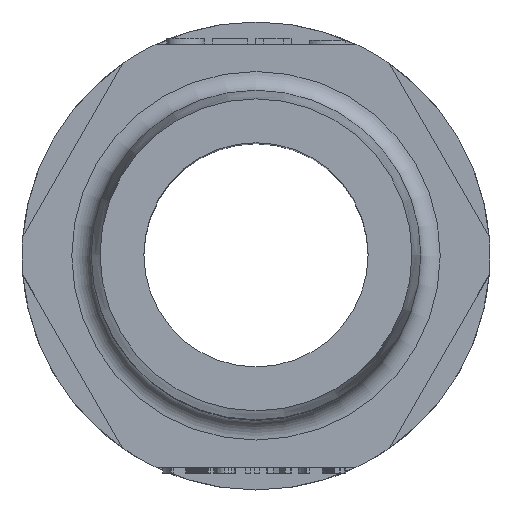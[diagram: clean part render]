
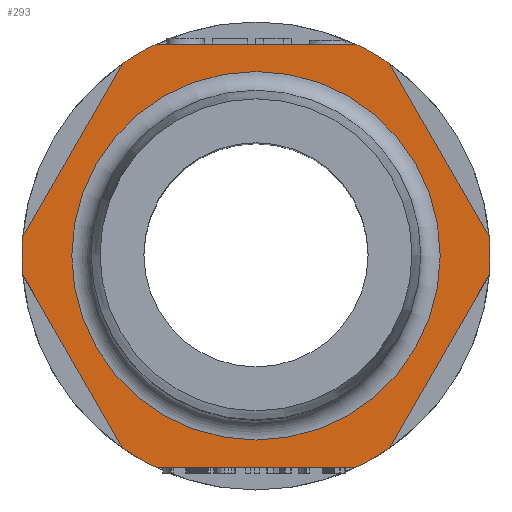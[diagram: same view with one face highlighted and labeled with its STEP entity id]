
A CAD part, top view. The second image highlights one B-rep face of the part: STEP entity #293.
In plain terms, the highlighted planar face has unit normal (0, 0, 1).
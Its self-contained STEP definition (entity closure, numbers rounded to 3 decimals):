
#252=CIRCLE('',#2957,9.45);
#253=CIRCLE('',#2958,12.);
#254=CIRCLE('',#2959,12.);
#255=CIRCLE('',#2960,12.);
#256=CIRCLE('',#2961,12.);
#257=CIRCLE('',#2962,12.);
#258=CIRCLE('',#2963,12.);
#293=ADVANCED_FACE('',(#916,#917),#460,.T.);
#460=PLANE('',#2964);
#566=LINE('',#3957,#713);
#574=LINE('',#4043,#721);
#575=LINE('',#4212,#722);
#576=LINE('',#4217,#723);
#577=LINE('',#4222,#724);
#578=LINE('',#4226,#725);
#713=VECTOR('',#3121,1.);
#721=VECTOR('',#3139,1.);
#722=VECTOR('',#3146,1.);
#723=VECTOR('',#3149,1.);
#724=VECTOR('',#3154,1.);
#725=VECTOR('',#3157,1.);
#916=FACE_BOUND('',#976,.T.);
#917=FACE_BOUND('',#977,.T.);
#976=EDGE_LOOP('',(#1281));
#977=EDGE_LOOP('',(#1282,#1283,#1284,#1285,#1286,#1287,#1288,#1289,#1290,
#1291,#1292,#1293));
#1281=ORIENTED_EDGE('',*,*,#2389,.T.);
#1282=ORIENTED_EDGE('',*,*,#2390,.F.);
#1283=ORIENTED_EDGE('',*,*,#2391,.F.);
#1284=ORIENTED_EDGE('',*,*,#2392,.F.);
#1285=ORIENTED_EDGE('',*,*,#2393,.F.);
#1286=ORIENTED_EDGE('',*,*,#2358,.F.);
#1287=ORIENTED_EDGE('',*,*,#2394,.F.);
#1288=ORIENTED_EDGE('',*,*,#2395,.F.);
#1289=ORIENTED_EDGE('',*,*,#2396,.F.);
#1290=ORIENTED_EDGE('',*,*,#2397,.F.);
#1291=ORIENTED_EDGE('',*,*,#2398,.F.);
#1292=ORIENTED_EDGE('',*,*,#2335,.T.);
#1293=ORIENTED_EDGE('',*,*,#2399,.F.);
#2050=VERTEX_POINT('',#3951);
#2053=VERTEX_POINT('',#3956);
#2074=VERTEX_POINT('',#4038);
#2076=VERTEX_POINT('',#4042);
#2107=VERTEX_POINT('',#4211);
#2108=VERTEX_POINT('',#4213);
#2109=VERTEX_POINT('',#4214);
#2110=VERTEX_POINT('',#4216);
#2111=VERTEX_POINT('',#4218);
#2112=VERTEX_POINT('',#4221);
#2113=VERTEX_POINT('',#4223);
#2114=VERTEX_POINT('',#4225);
#2115=VERTEX_POINT('',#4227);
#2335=EDGE_CURVE('',#2050,#2053,#566,.T.);
#2358=EDGE_CURVE('',#2076,#2074,#574,.T.);
#2389=EDGE_CURVE('',#2107,#2107,#252,.T.);
#2390=EDGE_CURVE('',#2108,#2109,#575,.T.);
#2391=EDGE_CURVE('',#2110,#2108,#253,.T.);
#2392=EDGE_CURVE('',#2111,#2110,#576,.T.);
#2393=EDGE_CURVE('',#2074,#2111,#254,.T.);
#2394=EDGE_CURVE('',#2112,#2076,#255,.T.);
#2395=EDGE_CURVE('',#2113,#2112,#577,.T.);
#2396=EDGE_CURVE('',#2114,#2113,#256,.T.);
#2397=EDGE_CURVE('',#2115,#2114,#578,.T.);
#2398=EDGE_CURVE('',#2050,#2115,#257,.T.);
#2399=EDGE_CURVE('',#2109,#2053,#258,.T.);
#2957=AXIS2_PLACEMENT_3D('',#4210,#3144,#3145);
#2958=AXIS2_PLACEMENT_3D('',#4215,#3147,#3148);
#2959=AXIS2_PLACEMENT_3D('',#4219,#3150,#3151);
#2960=AXIS2_PLACEMENT_3D('',#4220,#3152,#3153);
#2961=AXIS2_PLACEMENT_3D('',#4224,#3155,#3156);
#2962=AXIS2_PLACEMENT_3D('',#4228,#3158,#3159);
#2963=AXIS2_PLACEMENT_3D('',#4229,#3160,#3161);
#2964=AXIS2_PLACEMENT_3D('',#4230,#3162,#3163);
#3121=DIRECTION('',(1.,0.,0.));
#3139=DIRECTION('',(1.,0.,0.));
#3144=DIRECTION('',(0.,0.,-1.));
#3145=DIRECTION('',(1.,0.,0.));
#3146=DIRECTION('',(-0.5,-0.866,0.));
#3147=DIRECTION('',(0.,0.,-1.));
#3148=DIRECTION('',(1.,0.,0.));
#3149=DIRECTION('',(0.5,-0.866,0.));
#3150=DIRECTION('',(0.,0.,-1.));
#3151=DIRECTION('',(1.,0.,0.));
#3152=DIRECTION('',(0.,0.,-1.));
#3153=DIRECTION('',(1.,0.,0.));
#3154=DIRECTION('',(0.5,0.866,0.));
#3155=DIRECTION('',(0.,0.,-1.));
#3156=DIRECTION('',(1.,0.,0.));
#3157=DIRECTION('',(-0.5,0.866,0.));
#3158=DIRECTION('',(0.,0.,-1.));
#3159=DIRECTION('',(1.,0.,0.));
#3160=DIRECTION('',(0.,0.,-1.));
#3161=DIRECTION('',(1.,0.,0.));
#3162=DIRECTION('',(0.,0.,1.));
#3163=DIRECTION('',(1.,0.,0.));
#3951=CARTESIAN_POINT('',(-126.126,52.65,-1.9));
#3956=CARTESIAN_POINT('',(-115.874,52.65,-1.9));
#3957=CARTESIAN_POINT('',(-106.1,52.65,-1.9));
#4038=CARTESIAN_POINT('',(-115.874,74.35,-1.9));
#4042=CARTESIAN_POINT('',(-126.126,74.35,-1.9));
#4043=CARTESIAN_POINT('',(-135.9,74.35,-1.9));
#4210=CARTESIAN_POINT('',(-121.,63.5,-1.9));
#4211=CARTESIAN_POINT('',(-111.55,63.5,-1.9));
#4212=CARTESIAN_POINT('',(-104.154,70.979,-1.9));
#4213=CARTESIAN_POINT('',(-109.041,62.514,-1.9));
#4214=CARTESIAN_POINT('',(-114.167,53.636,-1.9));
#4215=CARTESIAN_POINT('',(-121.,63.5,-1.9));
#4216=CARTESIAN_POINT('',(-109.041,64.486,-1.9));
#4217=CARTESIAN_POINT('',(-119.054,81.829,-1.9));
#4218=CARTESIAN_POINT('',(-114.167,73.364,-1.9));
#4219=CARTESIAN_POINT('',(-121.,63.5,-1.9));
#4220=CARTESIAN_POINT('',(-121.,63.5,-1.9));
#4221=CARTESIAN_POINT('',(-127.833,73.364,-1.9));
#4222=CARTESIAN_POINT('',(-137.846,56.021,-1.9));
#4223=CARTESIAN_POINT('',(-132.959,64.486,-1.9));
#4224=CARTESIAN_POINT('',(-121.,63.5,-1.9));
#4225=CARTESIAN_POINT('',(-132.959,62.514,-1.9));
#4226=CARTESIAN_POINT('',(-122.946,45.171,-1.9));
#4227=CARTESIAN_POINT('',(-127.833,53.636,-1.9));
#4228=CARTESIAN_POINT('',(-121.,63.5,-1.9));
#4229=CARTESIAN_POINT('',(-121.,63.5,-1.9));
#4230=CARTESIAN_POINT('',(-121.,63.5,-1.9));
